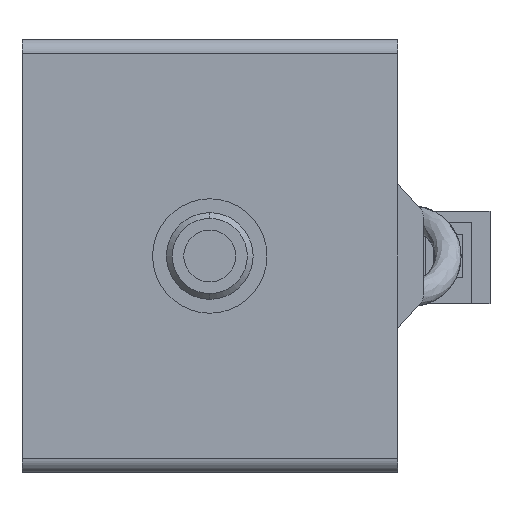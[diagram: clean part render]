
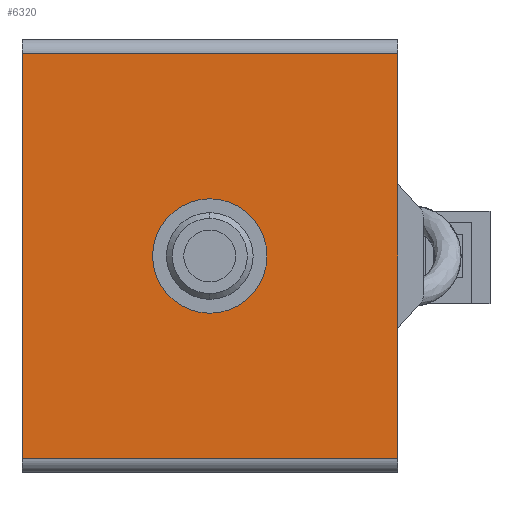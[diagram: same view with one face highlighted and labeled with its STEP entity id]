
A CAD part, left-side view. The second image highlights one B-rep face of the part: STEP entity #6320.
In plain terms, the highlighted face is planar.
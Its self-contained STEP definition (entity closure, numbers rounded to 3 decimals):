
#360 = FACE_OUTER_BOUND ( 'NONE', #8672, .T. ) ;
#364 = CARTESIAN_POINT ( 'NONE',  ( -13., 0., 0. ) ) ;
#528 = CARTESIAN_POINT ( 'NONE',  ( -6.5, 0., -5.525 ) ) ;
#1074 = VERTEX_POINT ( 'NONE', #8613 ) ;
#1342 = DIRECTION ( 'NONE',  ( 0., -1., 0. ) ) ;
#1760 = ORIENTED_EDGE ( 'NONE', *, *, #9350, .F. ) ;
#1995 = ORIENTED_EDGE ( 'NONE', *, *, #8423, .T. ) ;
#2160 = CARTESIAN_POINT ( 'NONE',  ( -6.5, 0., -7.5 ) ) ;
#2479 = FACE_BOUND ( 'NONE', #6943, .T. ) ;
#2875 = CARTESIAN_POINT ( 'NONE',  ( -13., 0., -0.5 ) ) ;
#3065 = DIRECTION ( 'NONE',  ( 0., 0., -1. ) ) ;
#3138 = CARTESIAN_POINT ( 'NONE',  ( -13., 0., 0. ) ) ;
#3598 = EDGE_CURVE ( 'NONE', #1074, #3905, #11078, .T. ) ;
#3725 = CARTESIAN_POINT ( 'NONE',  ( -13., 0., -0.5 ) ) ;
#3814 = CARTESIAN_POINT ( 'NONE',  ( 0., 0., 0. ) ) ;
#3905 = VERTEX_POINT ( 'NONE', #5221 ) ;
#3949 = VECTOR ( 'NONE', #9173, 1000. ) ;
#4037 = DIRECTION ( 'NONE',  ( 0., -1., 0. ) ) ;
#4054 = EDGE_CURVE ( 'NONE', #9289, #3905, #5331, .T. ) ;
#4445 = AXIS2_PLACEMENT_3D ( 'NONE', #6723, #1342, #7623 ) ;
#4756 = VERTEX_POINT ( 'NONE', #9621 ) ;
#5221 = CARTESIAN_POINT ( 'NONE',  ( 0., 0., -14.5 ) ) ;
#5331 = LINE ( 'NONE', #5378, #7434 ) ;
#5378 = CARTESIAN_POINT ( 'NONE',  ( -13., 0., -14.5 ) ) ;
#5763 = CIRCLE ( 'NONE', #4445, 1.975 ) ;
#5994 = VERTEX_POINT ( 'NONE', #3725 ) ;
#6147 = ORIENTED_EDGE ( 'NONE', *, *, #4054, .T. ) ;
#6279 = EDGE_CURVE ( 'NONE', #5994, #9289, #9895, .T. ) ;
#6320 = ADVANCED_FACE ( 'NONE', ( #2479, #360 ), #8489, .T. ) ;
#6686 = DIRECTION ( 'NONE',  ( 0., 0., -1. ) ) ;
#6723 = CARTESIAN_POINT ( 'NONE',  ( -6.5, 0., -7.5 ) ) ;
#6943 = EDGE_LOOP ( 'NONE', ( #6970, #1760 ) ) ;
#6970 = ORIENTED_EDGE ( 'NONE', *, *, #8537, .F. ) ;
#7402 = VERTEX_POINT ( 'NONE', #528 ) ;
#7434 = VECTOR ( 'NONE', #9820, 1000. ) ;
#7541 = CARTESIAN_POINT ( 'NONE',  ( -13., 0., -14.5 ) ) ;
#7623 = DIRECTION ( 'NONE',  ( 0., 0., -1. ) ) ;
#8274 = DIRECTION ( 'NONE',  ( -1., 0., 0. ) ) ;
#8420 = DIRECTION ( 'NONE',  ( 0., -1., 0. ) ) ;
#8423 = EDGE_CURVE ( 'NONE', #1074, #5994, #10371, .T. ) ;
#8489 = PLANE ( 'NONE',  #10050 ) ;
#8537 = EDGE_CURVE ( 'NONE', #4756, #7402, #11623, .T. ) ;
#8613 = CARTESIAN_POINT ( 'NONE',  ( 0., 0., -0.5 ) ) ;
#8672 = EDGE_LOOP ( 'NONE', ( #10933, #6147, #10465, #1995 ) ) ;
#9173 = DIRECTION ( 'NONE',  ( 0., 0., -1. ) ) ;
#9289 = VERTEX_POINT ( 'NONE', #7541 ) ;
#9350 = EDGE_CURVE ( 'NONE', #7402, #4756, #5763, .T. ) ;
#9620 = VECTOR ( 'NONE', #6686, 1000. ) ;
#9621 = CARTESIAN_POINT ( 'NONE',  ( -6.5, 0., -9.475 ) ) ;
#9820 = DIRECTION ( 'NONE',  ( 1., 0., 0. ) ) ;
#9895 = LINE ( 'NONE', #364, #9620 ) ;
#10050 = AXIS2_PLACEMENT_3D ( 'NONE', #3138, #4037, #10279 ) ;
#10096 = VECTOR ( 'NONE', #8274, 1000. ) ;
#10279 = DIRECTION ( 'NONE',  ( 0., 0., -1. ) ) ;
#10371 = LINE ( 'NONE', #2875, #10096 ) ;
#10465 = ORIENTED_EDGE ( 'NONE', *, *, #3598, .F. ) ;
#10933 = ORIENTED_EDGE ( 'NONE', *, *, #6279, .T. ) ;
#11078 = LINE ( 'NONE', #3814, #3949 ) ;
#11114 = AXIS2_PLACEMENT_3D ( 'NONE', #2160, #8420, #3065 ) ;
#11623 = CIRCLE ( 'NONE', #11114, 1.975 ) ;
